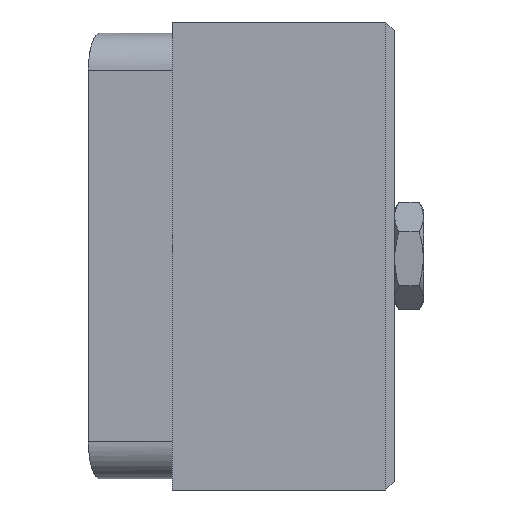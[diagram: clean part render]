
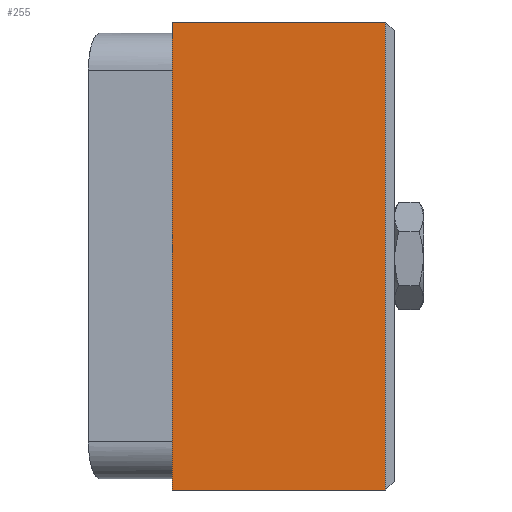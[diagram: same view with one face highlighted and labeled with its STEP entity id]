
A CAD part, left-side view. The second image highlights one B-rep face of the part: STEP entity #255.
In plain terms, the highlighted planar face has unit normal (-1, 0, 0).
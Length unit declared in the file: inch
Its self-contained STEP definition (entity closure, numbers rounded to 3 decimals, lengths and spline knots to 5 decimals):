
#39 = CARTESIAN_POINT ( 'NONE',  ( -1.575, 0.748, 0.7875 ) ) ;
#255 = ADVANCED_FACE ( 'NONE', ( #3183 ), #260, .F. ) ;
#260 = PLANE ( 'NONE',  #3793 ) ;
#279 = LINE ( 'NONE', #1920, #2177 ) ;
#534 = VERTEX_POINT ( 'NONE', #4000 ) ;
#690 = LINE ( 'NONE', #3840, #2101 ) ;
#696 = ORIENTED_EDGE ( 'NONE', *, *, #1902, .F. ) ;
#735 = DIRECTION ( 'NONE',  ( 0., 0., 1. ) ) ;
#752 = ORIENTED_EDGE ( 'NONE', *, *, #3985, .T. ) ;
#1215 = ORIENTED_EDGE ( 'NONE', *, *, #3402, .F. ) ;
#1233 = EDGE_LOOP ( 'NONE', ( #752, #2224, #1215, #696 ) ) ;
#1335 = DIRECTION ( 'NONE',  ( 0., -1., 0. ) ) ;
#1390 = CARTESIAN_POINT ( 'NONE',  ( -1.575, 0.03, 0.7875 ) ) ;
#1462 = VECTOR ( 'NONE', #1335, 39.37008 ) ;
#1558 = CARTESIAN_POINT ( 'NONE',  ( -1.575, 0.748, 0.7875 ) ) ;
#1902 = EDGE_CURVE ( 'NONE', #3994, #534, #279, .T. ) ;
#1904 = CARTESIAN_POINT ( 'NONE',  ( -1.575, 0.748, -0.7875 ) ) ;
#1920 = CARTESIAN_POINT ( 'NONE',  ( -1.575, 0.748, 0.7875 ) ) ;
#2101 = VECTOR ( 'NONE', #3594, 39.37008 ) ;
#2177 = VECTOR ( 'NONE', #3542, 39.37008 ) ;
#2224 = ORIENTED_EDGE ( 'NONE', *, *, #2538, .T. ) ;
#2304 = VERTEX_POINT ( 'NONE', #2585 ) ;
#2538 = EDGE_CURVE ( 'NONE', #2304, #3453, #3008, .T. ) ;
#2585 = CARTESIAN_POINT ( 'NONE',  ( -1.575, 0.03, -0.7875 ) ) ;
#2863 = DIRECTION ( 'NONE',  ( 1., 0., 0. ) ) ;
#3008 = LINE ( 'NONE', #1390, #3849 ) ;
#3057 = CARTESIAN_POINT ( 'NONE',  ( -1.575, 0.03, 0.7875 ) ) ;
#3183 = FACE_OUTER_BOUND ( 'NONE', #1233, .T. ) ;
#3293 = LINE ( 'NONE', #39, #1462 ) ;
#3402 = EDGE_CURVE ( 'NONE', #534, #3453, #3293, .T. ) ;
#3453 = VERTEX_POINT ( 'NONE', #3057 ) ;
#3542 = DIRECTION ( 'NONE',  ( 0., 0., 1. ) ) ;
#3594 = DIRECTION ( 'NONE',  ( 0., -1., 0. ) ) ;
#3793 = AXIS2_PLACEMENT_3D ( 'NONE', #1558, #2863, #4152 ) ;
#3840 = CARTESIAN_POINT ( 'NONE',  ( -1.575, 0.748, -0.7875 ) ) ;
#3849 = VECTOR ( 'NONE', #735, 39.37008 ) ;
#3985 = EDGE_CURVE ( 'NONE', #3994, #2304, #690, .T. ) ;
#3994 = VERTEX_POINT ( 'NONE', #1904 ) ;
#4000 = CARTESIAN_POINT ( 'NONE',  ( -1.575, 0.748, 0.7875 ) ) ;
#4152 = DIRECTION ( 'NONE',  ( 0., 0., -1. ) ) ;
